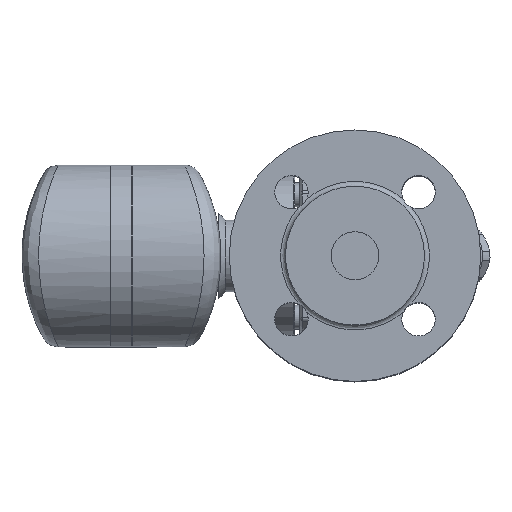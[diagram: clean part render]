
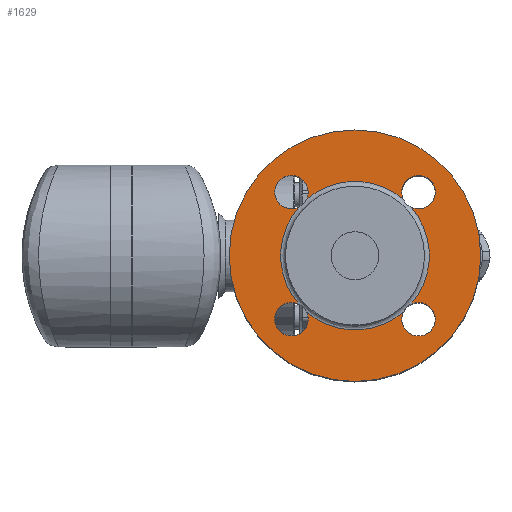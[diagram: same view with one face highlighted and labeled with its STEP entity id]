
A CAD part, top view. The second image highlights one B-rep face of the part: STEP entity #1629.
In plain terms, the highlighted planar face has unit normal (0, 0, 1).
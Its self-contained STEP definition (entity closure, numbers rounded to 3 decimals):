
#941=CARTESIAN_POINT('',(145.5,0.0,87.));
#942=VERTEX_POINT('',#941);
#943=CARTESIAN_POINT('',(93.,0.0,87.));
#944=DIRECTION('',(0.0,0.0,1.0));
#945=DIRECTION('',(1.0,0.0,0.0));
#946=AXIS2_PLACEMENT_3D('',#943,#944,#945);
#947=CIRCLE('',#946,52.5);
#948=EDGE_CURVE('',#942,#942,#947,.T.);
#1009=CARTESIAN_POINT('',(116.526,-20.188,87.0));
#1010=VERTEX_POINT('',#1009);
#1011=CARTESIAN_POINT('',(113.188,-23.526,87.0));
#1012=VERTEX_POINT('',#1011);
#1028=CARTESIAN_POINT('',(116.526,20.188,87.0));
#1029=VERTEX_POINT('',#1028);
#1030=CARTESIAN_POINT('',(93.,0.0,87.));
#1031=DIRECTION('',(0.0,0.0,1.0));
#1032=DIRECTION('',(-1.0,0.0,0.0));
#1033=AXIS2_PLACEMENT_3D('',#1030,#1031,#1032);
#1034=CIRCLE('',#1033,31.);
#1035=EDGE_CURVE('',#1010,#1029,#1034,.T.);
#1037=CARTESIAN_POINT('',(113.188,23.526,87.0));
#1038=VERTEX_POINT('',#1037);
#1054=CARTESIAN_POINT('',(72.812,23.526,87.0));
#1055=VERTEX_POINT('',#1054);
#1056=CARTESIAN_POINT('',(93.,0.0,87.));
#1057=DIRECTION('',(0.0,0.0,1.0));
#1058=DIRECTION('',(-1.0,0.0,0.0));
#1059=AXIS2_PLACEMENT_3D('',#1056,#1057,#1058);
#1060=CIRCLE('',#1059,31.);
#1061=EDGE_CURVE('',#1038,#1055,#1060,.T.);
#1063=CARTESIAN_POINT('',(69.474,20.188,87.0));
#1064=VERTEX_POINT('',#1063);
#1080=CARTESIAN_POINT('',(69.474,-20.188,87.));
#1081=VERTEX_POINT('',#1080);
#1082=CARTESIAN_POINT('',(93.,0.0,87.));
#1083=DIRECTION('',(0.0,0.0,1.0));
#1084=DIRECTION('',(-1.0,0.0,0.0));
#1085=AXIS2_PLACEMENT_3D('',#1082,#1083,#1084);
#1086=CIRCLE('',#1085,31.);
#1087=EDGE_CURVE('',#1064,#1081,#1086,.T.);
#1089=CARTESIAN_POINT('',(72.812,-23.526,87.));
#1090=VERTEX_POINT('',#1089);
#1106=CARTESIAN_POINT('',(93.,0.0,87.));
#1107=DIRECTION('',(0.0,0.0,1.0));
#1108=DIRECTION('',(-1.0,0.0,0.0));
#1109=AXIS2_PLACEMENT_3D('',#1106,#1107,#1108);
#1110=CIRCLE('',#1109,31.);
#1111=EDGE_CURVE('',#1090,#1012,#1110,.T.);
#1156=CARTESIAN_POINT('',(66.483,26.517,87.0));
#1157=DIRECTION('',(0.0,0.0,-1.0));
#1158=DIRECTION('',(0.0,-1.0,0.0));
#1159=AXIS2_PLACEMENT_3D('',#1156,#1157,#1158);
#1160=CIRCLE('',#1159,7.);
#1161=EDGE_CURVE('',#1064,#1055,#1160,.T.);
#1196=CARTESIAN_POINT('',(119.517,26.517,87.0));
#1197=DIRECTION('',(0.0,0.0,-1.0));
#1198=DIRECTION('',(-1.0,0.0,0.0));
#1199=AXIS2_PLACEMENT_3D('',#1196,#1197,#1198);
#1200=CIRCLE('',#1199,7.);
#1201=EDGE_CURVE('',#1038,#1029,#1200,.T.);
#1236=CARTESIAN_POINT('',(119.517,-26.517,87.0));
#1237=DIRECTION('',(0.0,0.0,-1.0));
#1238=DIRECTION('',(0.0,1.0,0.0));
#1239=AXIS2_PLACEMENT_3D('',#1236,#1237,#1238);
#1240=CIRCLE('',#1239,7.);
#1241=EDGE_CURVE('',#1010,#1012,#1240,.T.);
#1276=CARTESIAN_POINT('',(66.483,-26.517,87.));
#1277=DIRECTION('',(0.0,0.0,-1.0));
#1278=DIRECTION('',(1.0,0.0,0.0));
#1279=AXIS2_PLACEMENT_3D('',#1276,#1277,#1278);
#1280=CIRCLE('',#1279,7.);
#1281=EDGE_CURVE('',#1090,#1081,#1280,.T.);
#1611=CARTESIAN_POINT('',(133.75,0.0,87.0));
#1612=DIRECTION('',(0.0,0.0,1.0));
#1613=DIRECTION('',(1.0,0.0,0.0));
#1614=AXIS2_PLACEMENT_3D('',#1611,#1612,#1613);
#1615=PLANE('',#1614);
#1616=ORIENTED_EDGE('',*,*,#948,.T.);
#1617=EDGE_LOOP('',(#1616));
#1618=FACE_OUTER_BOUND('',#1617,.T.);
#1619=ORIENTED_EDGE('',*,*,#1111,.F.);
#1620=ORIENTED_EDGE('',*,*,#1281,.T.);
#1621=ORIENTED_EDGE('',*,*,#1087,.F.);
#1622=ORIENTED_EDGE('',*,*,#1161,.T.);
#1623=ORIENTED_EDGE('',*,*,#1061,.F.);
#1624=ORIENTED_EDGE('',*,*,#1201,.T.);
#1625=ORIENTED_EDGE('',*,*,#1035,.F.);
#1626=ORIENTED_EDGE('',*,*,#1241,.T.);
#1627=EDGE_LOOP('',(#1619,#1620,#1621,#1622,#1623,#1624,#1625,#1626));
#1628=FACE_BOUND('',#1627,.T.);
#1629=ADVANCED_FACE('',(#1618,#1628),#1615,.T.);
